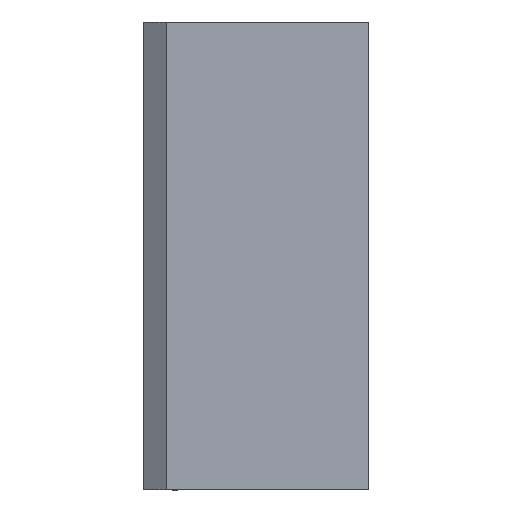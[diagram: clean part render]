
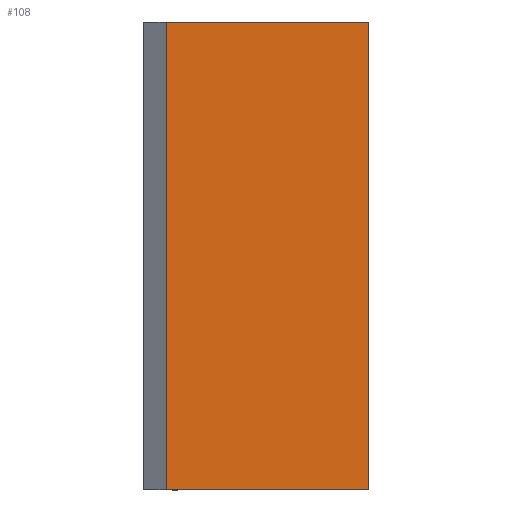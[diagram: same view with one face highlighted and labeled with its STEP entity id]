
A CAD part, left-side view. The second image highlights one B-rep face of the part: STEP entity #108.
In plain terms, the highlighted planar face has unit normal (-1, 0, 0).
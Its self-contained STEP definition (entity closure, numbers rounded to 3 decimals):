
#16 = VERTEX_POINT ( 'NONE', #223 ) ;
#49 = DIRECTION ( 'NONE',  ( 0., -1., 0. ) ) ;
#54 = ORIENTED_EDGE ( 'NONE', *, *, #122, .F. ) ;
#96 = CARTESIAN_POINT ( 'NONE',  ( -1., 0.54, 0.625 ) ) ;
#108 = ADVANCED_FACE ( 'NONE', ( #597 ), #376, .F. ) ;
#122 = EDGE_CURVE ( 'NONE', #871, #16, #291, .T. ) ;
#144 = VERTEX_POINT ( 'NONE', #544 ) ;
#199 = DIRECTION ( 'NONE',  ( 0., -1., 0. ) ) ;
#223 = CARTESIAN_POINT ( 'NONE',  ( -1., 0., -0.625 ) ) ;
#227 = VECTOR ( 'NONE', #199, 1000. ) ;
#241 = DIRECTION ( 'NONE',  ( 0., 0., -1. ) ) ;
#243 = CARTESIAN_POINT ( 'NONE',  ( -1., 0., 0.625 ) ) ;
#244 = VERTEX_POINT ( 'NONE', #688 ) ;
#263 = LINE ( 'NONE', #884, #227 ) ;
#264 = VECTOR ( 'NONE', #714, 1000. ) ;
#291 = LINE ( 'NONE', #243, #897 ) ;
#299 = CARTESIAN_POINT ( 'NONE',  ( -1., 0., 0.625 ) ) ;
#300 = EDGE_CURVE ( 'NONE', #144, #16, #263, .T. ) ;
#312 = CARTESIAN_POINT ( 'NONE',  ( -1., 0., 0.625 ) ) ;
#315 = AXIS2_PLACEMENT_3D ( 'NONE', #312, #932, #398 ) ;
#376 = PLANE ( 'NONE',  #315 ) ;
#398 = DIRECTION ( 'NONE',  ( 0., 0., -1. ) ) ;
#418 = LINE ( 'NONE', #596, #569 ) ;
#465 = LINE ( 'NONE', #96, #264 ) ;
#529 = EDGE_CURVE ( 'NONE', #244, #144, #465, .T. ) ;
#544 = CARTESIAN_POINT ( 'NONE',  ( -1., 0.54, -0.625 ) ) ;
#569 = VECTOR ( 'NONE', #49, 1000. ) ;
#596 = CARTESIAN_POINT ( 'NONE',  ( -1., 0., 0.625 ) ) ;
#597 = FACE_OUTER_BOUND ( 'NONE', #777, .T. ) ;
#661 = ORIENTED_EDGE ( 'NONE', *, *, #529, .T. ) ;
#688 = CARTESIAN_POINT ( 'NONE',  ( -1., 0.54, 0.625 ) ) ;
#697 = ORIENTED_EDGE ( 'NONE', *, *, #300, .T. ) ;
#714 = DIRECTION ( 'NONE',  ( 0., 0., -1. ) ) ;
#764 = ORIENTED_EDGE ( 'NONE', *, *, #857, .F. ) ;
#777 = EDGE_LOOP ( 'NONE', ( #697, #54, #764, #661 ) ) ;
#857 = EDGE_CURVE ( 'NONE', #244, #871, #418, .T. ) ;
#871 = VERTEX_POINT ( 'NONE', #299 ) ;
#884 = CARTESIAN_POINT ( 'NONE',  ( -1., 0., -0.625 ) ) ;
#897 = VECTOR ( 'NONE', #241, 1000. ) ;
#932 = DIRECTION ( 'NONE',  ( 1., 0., 0. ) ) ;
